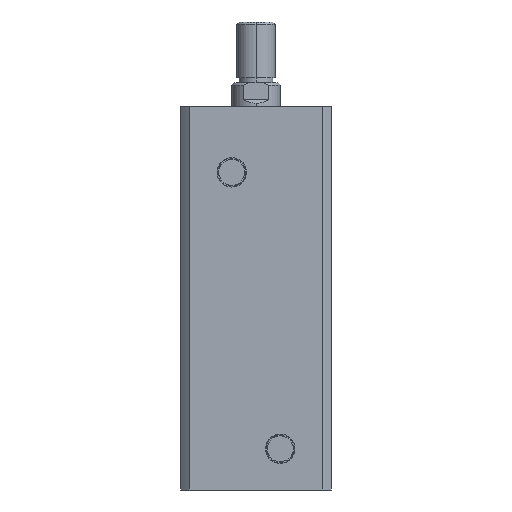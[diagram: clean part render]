
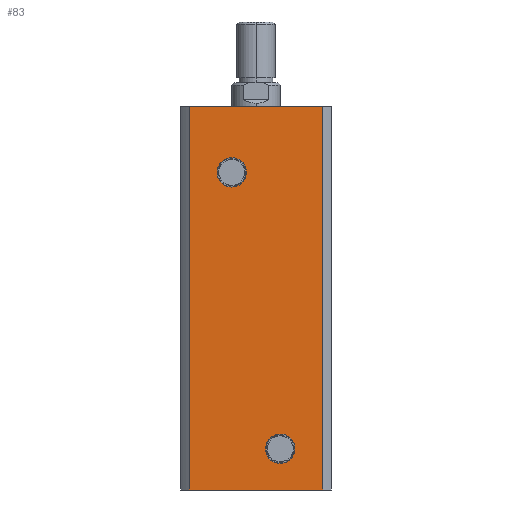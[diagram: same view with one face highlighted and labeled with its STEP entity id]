
A CAD part, left-side view. The second image highlights one B-rep face of the part: STEP entity #83.
In plain terms, the highlighted planar face has unit normal (-1, 0, 0).
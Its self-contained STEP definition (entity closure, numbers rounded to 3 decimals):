
#83 = ADVANCED_FACE ( 'NONE', ( #3450, #3453, #3432 ), #389, .F. ) ;
#382 = DIRECTION ( 'NONE',  ( 1., 0., 0. ) ) ;
#387 = CARTESIAN_POINT ( 'NONE',  ( -31., 0., 158. ) ) ;
#389 = PLANE ( 'NONE',  #2424 ) ;
#391 = DIRECTION ( 'NONE',  ( 0., 0., -1. ) ) ;
#1093 = AXIS2_PLACEMENT_3D ( 'NONE', #1486, #1487, #1488 ) ;
#1097 = AXIS2_PLACEMENT_3D ( 'NONE', #1506, #1507, #1508 ) ;
#1110 = AXIS2_PLACEMENT_3D ( 'NONE', #1665, #1666, #1667 ) ;
#1111 = AXIS2_PLACEMENT_3D ( 'NONE', #1668, #1669, #1670 ) ;
#1309 = LINE ( 'NONE', #1656, #1315 ) ;
#1314 = LINE ( 'NONE', #1655, #1317 ) ;
#1315 = VECTOR ( 'NONE', #1651, 1000. ) ;
#1316 = LINE ( 'NONE', #1661, #1319 ) ;
#1317 = VECTOR ( 'NONE', #1660, 1000. ) ;
#1318 = LINE ( 'NONE', #1663, #1321 ) ;
#1319 = VECTOR ( 'NONE', #1662, 1000. ) ;
#1320 = CIRCLE ( 'NONE', #1110, 6.06 ) ;
#1321 = VECTOR ( 'NONE', #1664, 1000. ) ;
#1322 = CIRCLE ( 'NONE', #1111, 6.06 ) ;
#1486 = CARTESIAN_POINT ( 'NONE',  ( -31., -10., 17. ) ) ;
#1487 = DIRECTION ( 'NONE',  ( -1., 0., 0. ) ) ;
#1488 = DIRECTION ( 'NONE',  ( 0., 0., 1. ) ) ;
#1506 = CARTESIAN_POINT ( 'NONE',  ( -31., 10., 131. ) ) ;
#1507 = DIRECTION ( 'NONE',  ( -1., 0., 0. ) ) ;
#1508 = DIRECTION ( 'NONE',  ( 0., 0., 1. ) ) ;
#1651 = DIRECTION ( 'NONE',  ( 0., 0., -1. ) ) ;
#1655 = CARTESIAN_POINT ( 'NONE',  ( -31., 0., 158. ) ) ;
#1656 = CARTESIAN_POINT ( 'NONE',  ( -31., 27.591, 158. ) ) ;
#1660 = DIRECTION ( 'NONE',  ( 0., -1., 0. ) ) ;
#1661 = CARTESIAN_POINT ( 'NONE',  ( -31., -27.591, 158. ) ) ;
#1662 = DIRECTION ( 'NONE',  ( 0., 0., -1. ) ) ;
#1663 = CARTESIAN_POINT ( 'NONE',  ( -31., 0., 0. ) ) ;
#1664 = DIRECTION ( 'NONE',  ( 0., -1., 0. ) ) ;
#1665 = CARTESIAN_POINT ( 'NONE',  ( -31., -10., 17. ) ) ;
#1666 = DIRECTION ( 'NONE',  ( -1., 0., 0. ) ) ;
#1667 = DIRECTION ( 'NONE',  ( 0., 0., 1. ) ) ;
#1668 = CARTESIAN_POINT ( 'NONE',  ( -31., 10., 131. ) ) ;
#1669 = DIRECTION ( 'NONE',  ( -1., 0., 0. ) ) ;
#1670 = DIRECTION ( 'NONE',  ( 0., 0., 1. ) ) ;
#1758 = CARTESIAN_POINT ( 'NONE',  ( -31., -10., 23.06 ) ) ;
#1763 = CARTESIAN_POINT ( 'NONE',  ( -31., -10., 10.94 ) ) ;
#1786 = CARTESIAN_POINT ( 'NONE',  ( -31., 10., 137.06 ) ) ;
#1791 = CARTESIAN_POINT ( 'NONE',  ( -31., 10., 124.94 ) ) ;
#1813 = CARTESIAN_POINT ( 'NONE',  ( -31., -27.591, 158. ) ) ;
#1820 = CARTESIAN_POINT ( 'NONE',  ( -31., -27.591, 0. ) ) ;
#1829 = CARTESIAN_POINT ( 'NONE',  ( -31., 27.591, 0. ) ) ;
#1854 = CARTESIAN_POINT ( 'NONE',  ( -31., 27.591, 158. ) ) ;
#2249 = EDGE_CURVE ( 'NONE', #3001, #2996, #3800, .T. ) ;
#2257 = EDGE_CURVE ( 'NONE', #3029, #3024, #3812, .T. ) ;
#2328 = EDGE_CURVE ( 'NONE', #3196, #3171, #1309, .T. ) ;
#2329 = EDGE_CURVE ( 'NONE', #3196, #3155, #1314, .T. ) ;
#2330 = EDGE_CURVE ( 'NONE', #3155, #3162, #1316, .T. ) ;
#2331 = EDGE_CURVE ( 'NONE', #3171, #3162, #1318, .T. ) ;
#2332 = EDGE_CURVE ( 'NONE', #2996, #3001, #1320, .T. ) ;
#2333 = EDGE_CURVE ( 'NONE', #3024, #3029, #1322, .T. ) ;
#2424 = AXIS2_PLACEMENT_3D ( 'NONE', #387, #382, #391 ) ;
#2863 = ORIENTED_EDGE ( 'NONE', *, *, #2328, .T. ) ;
#2864 = ORIENTED_EDGE ( 'NONE', *, *, #2329, .F. ) ;
#2865 = ORIENTED_EDGE ( 'NONE', *, *, #2330, .F. ) ;
#2866 = ORIENTED_EDGE ( 'NONE', *, *, #2331, .T. ) ;
#2867 = ORIENTED_EDGE ( 'NONE', *, *, #2249, .F. ) ;
#2868 = ORIENTED_EDGE ( 'NONE', *, *, #2332, .F. ) ;
#2869 = ORIENTED_EDGE ( 'NONE', *, *, #2257, .F. ) ;
#2870 = ORIENTED_EDGE ( 'NONE', *, *, #2333, .F. ) ;
#2996 = VERTEX_POINT ( 'NONE', #1758 ) ;
#3001 = VERTEX_POINT ( 'NONE', #1763 ) ;
#3024 = VERTEX_POINT ( 'NONE', #1786 ) ;
#3029 = VERTEX_POINT ( 'NONE', #1791 ) ;
#3103 = EDGE_LOOP ( 'NONE', ( #2870, #2869 ) ) ;
#3109 = EDGE_LOOP ( 'NONE', ( #2866, #2865, #2864, #2863 ) ) ;
#3122 = EDGE_LOOP ( 'NONE', ( #2868, #2867 ) ) ;
#3155 = VERTEX_POINT ( 'NONE', #1813 ) ;
#3162 = VERTEX_POINT ( 'NONE', #1820 ) ;
#3171 = VERTEX_POINT ( 'NONE', #1829 ) ;
#3196 = VERTEX_POINT ( 'NONE', #1854 ) ;
#3432 = FACE_OUTER_BOUND ( 'NONE', #3109, .T. ) ;
#3450 = FACE_BOUND ( 'NONE', #3103, .T. ) ;
#3453 = FACE_BOUND ( 'NONE', #3122, .T. ) ;
#3800 = CIRCLE ( 'NONE', #1093, 6.06 ) ;
#3812 = CIRCLE ( 'NONE', #1097, 6.06 ) ;
